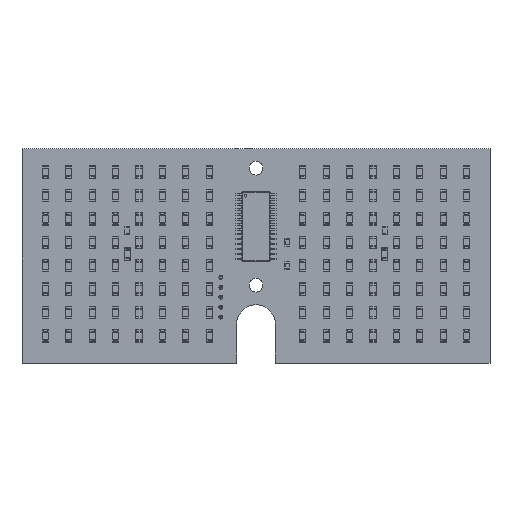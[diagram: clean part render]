
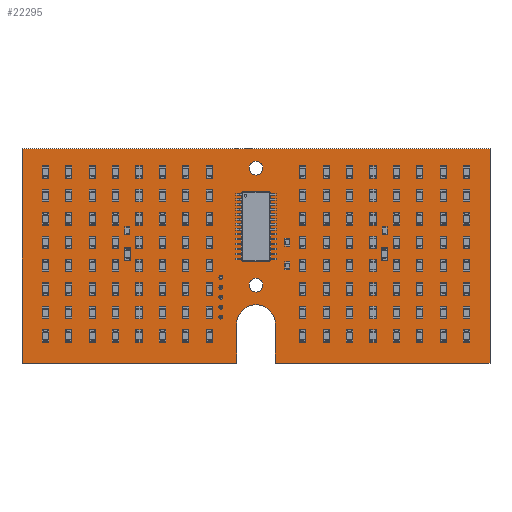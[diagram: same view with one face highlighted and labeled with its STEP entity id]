
A CAD part, top view. The second image highlights one B-rep face of the part: STEP entity #22295.
In plain terms, the highlighted planar face has unit normal (0, 0, 1).
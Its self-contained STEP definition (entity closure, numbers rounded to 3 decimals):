
#22073 = VERTEX_POINT('',#22074);
#22074 = CARTESIAN_POINT('',(225.,-114.,1.6));
#22080 = EDGE_CURVE('',#22073,#22081,#22083,.T.);
#22081 = VERTEX_POINT('',#22082);
#22082 = CARTESIAN_POINT('',(170.,-114.,1.6));
#22083 = LINE('',#22084,#22085);
#22084 = CARTESIAN_POINT('',(225.,-114.,1.6));
#22085 = VECTOR('',#22086,1.);
#22086 = DIRECTION('',(-1.,0.,0.));
#22113 = VERTEX_POINT('',#22114);
#22114 = CARTESIAN_POINT('',(225.,-59.,1.6));
#22120 = EDGE_CURVE('',#22113,#22073,#22121,.T.);
#22121 = LINE('',#22122,#22123);
#22122 = CARTESIAN_POINT('',(225.,-59.,1.6));
#22123 = VECTOR('',#22124,1.);
#22124 = DIRECTION('',(0.,-1.,0.));
#22142 = EDGE_CURVE('',#22081,#22143,#22145,.T.);
#22143 = VERTEX_POINT('',#22144);
#22144 = CARTESIAN_POINT('',(170.,-104.,1.6));
#22145 = LINE('',#22146,#22147);
#22146 = CARTESIAN_POINT('',(170.,-114.,1.6));
#22147 = VECTOR('',#22148,1.);
#22148 = DIRECTION('',(0.,1.,0.));
#22295 = ADVANCED_FACE('',(#22296,#22340,#22351,#22362,#22373,#22384,
    #22395,#22406),#22417,.T.);
#22296 = FACE_BOUND('',#22297,.T.);
#22297 = EDGE_LOOP('',(#22298,#22299,#22300,#22308,#22316,#22324,#22332,
    #22339));
#22298 = ORIENTED_EDGE('',*,*,#22080,.F.);
#22299 = ORIENTED_EDGE('',*,*,#22120,.F.);
#22300 = ORIENTED_EDGE('',*,*,#22301,.F.);
#22301 = EDGE_CURVE('',#22302,#22113,#22304,.T.);
#22302 = VERTEX_POINT('',#22303);
#22303 = CARTESIAN_POINT('',(105.,-59.,1.6));
#22304 = LINE('',#22305,#22306);
#22305 = CARTESIAN_POINT('',(105.,-59.,1.6));
#22306 = VECTOR('',#22307,1.);
#22307 = DIRECTION('',(1.,0.,0.));
#22308 = ORIENTED_EDGE('',*,*,#22309,.F.);
#22309 = EDGE_CURVE('',#22310,#22302,#22312,.T.);
#22310 = VERTEX_POINT('',#22311);
#22311 = CARTESIAN_POINT('',(105.,-114.,1.6));
#22312 = LINE('',#22313,#22314);
#22313 = CARTESIAN_POINT('',(105.,-114.,1.6));
#22314 = VECTOR('',#22315,1.);
#22315 = DIRECTION('',(0.,1.,0.));
#22316 = ORIENTED_EDGE('',*,*,#22317,.F.);
#22317 = EDGE_CURVE('',#22318,#22310,#22320,.T.);
#22318 = VERTEX_POINT('',#22319);
#22319 = CARTESIAN_POINT('',(160.,-114.,1.6));
#22320 = LINE('',#22321,#22322);
#22321 = CARTESIAN_POINT('',(160.,-114.,1.6));
#22322 = VECTOR('',#22323,1.);
#22323 = DIRECTION('',(-1.,0.,0.));
#22324 = ORIENTED_EDGE('',*,*,#22325,.F.);
#22325 = EDGE_CURVE('',#22326,#22318,#22328,.T.);
#22326 = VERTEX_POINT('',#22327);
#22327 = CARTESIAN_POINT('',(160.,-104.,1.6));
#22328 = LINE('',#22329,#22330);
#22329 = CARTESIAN_POINT('',(160.,-104.,1.6));
#22330 = VECTOR('',#22331,1.);
#22331 = DIRECTION('',(0.,-1.,0.));
#22332 = ORIENTED_EDGE('',*,*,#22333,.F.);
#22333 = EDGE_CURVE('',#22143,#22326,#22334,.T.);
#22334 = CIRCLE('',#22335,5.);
#22335 = AXIS2_PLACEMENT_3D('',#22336,#22337,#22338);
#22336 = CARTESIAN_POINT('',(165.,-104.,1.6));
#22337 = DIRECTION('',(0.,0.,1.));
#22338 = DIRECTION('',(1.,0.,-0.));
#22339 = ORIENTED_EDGE('',*,*,#22142,.F.);
#22340 = FACE_BOUND('',#22341,.T.);
#22341 = EDGE_LOOP('',(#22342));
#22342 = ORIENTED_EDGE('',*,*,#22343,.T.);
#22343 = EDGE_CURVE('',#22344,#22344,#22346,.T.);
#22344 = VERTEX_POINT('',#22345);
#22345 = CARTESIAN_POINT('',(156.,-102.66,1.6));
#22346 = CIRCLE('',#22347,0.5);
#22347 = AXIS2_PLACEMENT_3D('',#22348,#22349,#22350);
#22348 = CARTESIAN_POINT('',(156.,-102.16,1.6));
#22349 = DIRECTION('',(-0.,0.,-1.));
#22350 = DIRECTION('',(-0.,-1.,0.));
#22351 = FACE_BOUND('',#22352,.T.);
#22352 = EDGE_LOOP('',(#22353));
#22353 = ORIENTED_EDGE('',*,*,#22354,.T.);
#22354 = EDGE_CURVE('',#22355,#22355,#22357,.T.);
#22355 = VERTEX_POINT('',#22356);
#22356 = CARTESIAN_POINT('',(156.,-100.12,1.6));
#22357 = CIRCLE('',#22358,0.5);
#22358 = AXIS2_PLACEMENT_3D('',#22359,#22360,#22361);
#22359 = CARTESIAN_POINT('',(156.,-99.62,1.6));
#22360 = DIRECTION('',(-0.,0.,-1.));
#22361 = DIRECTION('',(-0.,-1.,0.));
#22362 = FACE_BOUND('',#22363,.T.);
#22363 = EDGE_LOOP('',(#22364));
#22364 = ORIENTED_EDGE('',*,*,#22365,.T.);
#22365 = EDGE_CURVE('',#22366,#22366,#22368,.T.);
#22366 = VERTEX_POINT('',#22367);
#22367 = CARTESIAN_POINT('',(156.,-97.58,1.6));
#22368 = CIRCLE('',#22369,0.5);
#22369 = AXIS2_PLACEMENT_3D('',#22370,#22371,#22372);
#22370 = CARTESIAN_POINT('',(156.,-97.08,1.6));
#22371 = DIRECTION('',(-0.,0.,-1.));
#22372 = DIRECTION('',(-0.,-1.,0.));
#22373 = FACE_BOUND('',#22374,.T.);
#22374 = EDGE_LOOP('',(#22375));
#22375 = ORIENTED_EDGE('',*,*,#22376,.T.);
#22376 = EDGE_CURVE('',#22377,#22377,#22379,.T.);
#22377 = VERTEX_POINT('',#22378);
#22378 = CARTESIAN_POINT('',(156.,-95.04,1.6));
#22379 = CIRCLE('',#22380,0.5);
#22380 = AXIS2_PLACEMENT_3D('',#22381,#22382,#22383);
#22381 = CARTESIAN_POINT('',(156.,-94.54,1.6));
#22382 = DIRECTION('',(-0.,0.,-1.));
#22383 = DIRECTION('',(-0.,-1.,0.));
#22384 = FACE_BOUND('',#22385,.T.);
#22385 = EDGE_LOOP('',(#22386));
#22386 = ORIENTED_EDGE('',*,*,#22387,.T.);
#22387 = EDGE_CURVE('',#22388,#22388,#22390,.T.);
#22388 = VERTEX_POINT('',#22389);
#22389 = CARTESIAN_POINT('',(156.,-92.5,1.6));
#22390 = CIRCLE('',#22391,0.5);
#22391 = AXIS2_PLACEMENT_3D('',#22392,#22393,#22394);
#22392 = CARTESIAN_POINT('',(156.,-92.,1.6));
#22393 = DIRECTION('',(-0.,0.,-1.));
#22394 = DIRECTION('',(-0.,-1.,0.));
#22395 = FACE_BOUND('',#22396,.T.);
#22396 = EDGE_LOOP('',(#22397));
#22397 = ORIENTED_EDGE('',*,*,#22398,.T.);
#22398 = EDGE_CURVE('',#22399,#22399,#22401,.T.);
#22399 = VERTEX_POINT('',#22400);
#22400 = CARTESIAN_POINT('',(165.,-95.75,1.6));
#22401 = CIRCLE('',#22402,1.75);
#22402 = AXIS2_PLACEMENT_3D('',#22403,#22404,#22405);
#22403 = CARTESIAN_POINT('',(165.,-94.,1.6));
#22404 = DIRECTION('',(-0.,0.,-1.));
#22405 = DIRECTION('',(-0.,-1.,0.));
#22406 = FACE_BOUND('',#22407,.T.);
#22407 = EDGE_LOOP('',(#22408));
#22408 = ORIENTED_EDGE('',*,*,#22409,.T.);
#22409 = EDGE_CURVE('',#22410,#22410,#22412,.T.);
#22410 = VERTEX_POINT('',#22411);
#22411 = CARTESIAN_POINT('',(165.,-65.75,1.6));
#22412 = CIRCLE('',#22413,1.75);
#22413 = AXIS2_PLACEMENT_3D('',#22414,#22415,#22416);
#22414 = CARTESIAN_POINT('',(165.,-64.,1.6));
#22415 = DIRECTION('',(-0.,0.,-1.));
#22416 = DIRECTION('',(-0.,-1.,0.));
#22417 = PLANE('',#22418);
#22418 = AXIS2_PLACEMENT_3D('',#22419,#22420,#22421);
#22419 = CARTESIAN_POINT('',(0.,0.,1.6));
#22420 = DIRECTION('',(0.,0.,1.));
#22421 = DIRECTION('',(1.,0.,-0.));
